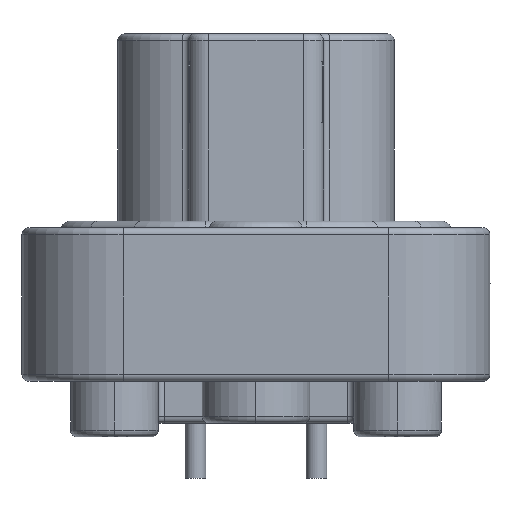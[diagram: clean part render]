
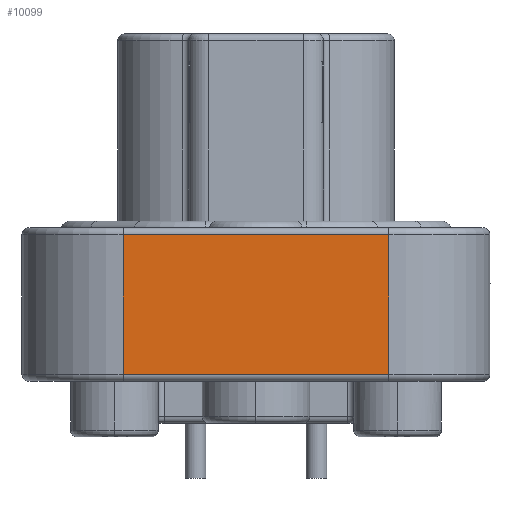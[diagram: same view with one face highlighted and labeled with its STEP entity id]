
A CAD part, left-side view. The second image highlights one B-rep face of the part: STEP entity #10099.
In plain terms, the highlighted planar face has unit normal (-1, 0, 0).
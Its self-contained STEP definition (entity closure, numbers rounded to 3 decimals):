
#2847=DIRECTION('',(0.,1.,0.));
#2848=VECTOR('',#2847,20.015);
#2849=CARTESIAN_POINT('',(-20.892,-10.008,-25.654));
#2850=LINE('',#2849,#2848);
#2851=DIRECTION('',(0.,0.,1.));
#2852=VECTOR('',#2851,10.541);
#2853=CARTESIAN_POINT('',(-20.892,10.008,-25.654));
#2854=LINE('',#2853,#2852);
#2855=DIRECTION('',(0.,-1.,0.));
#2856=VECTOR('',#2855,20.015);
#2857=CARTESIAN_POINT('',(-20.892,10.008,-15.113));
#2858=LINE('',#2857,#2856);
#2864=DIRECTION('',(0.,0.,1.));
#2865=VECTOR('',#2864,10.541);
#2866=CARTESIAN_POINT('',(-20.892,-10.008,-25.654));
#2867=LINE('',#2866,#2865);
#5905=CARTESIAN_POINT('',(-20.892,10.008,-15.113));
#5907=VERTEX_POINT('',#5905);
#5910=CARTESIAN_POINT('',(-20.892,-10.008,-15.113));
#5911=VERTEX_POINT('',#5910);
#6006=CARTESIAN_POINT('',(-20.892,-10.008,-25.654));
#6007=VERTEX_POINT('',#6006);
#6010=CARTESIAN_POINT('',(-20.892,10.008,-25.654));
#6011=VERTEX_POINT('',#6010);
#10087=CARTESIAN_POINT('',(-20.892,-10.008,-14.859));
#10088=DIRECTION('',(-1.,0.,0.));
#10089=DIRECTION('',(0.,1.,0.));
#10090=AXIS2_PLACEMENT_3D('',#10087,#10088,#10089);
#10091=PLANE('',#10090);
#10092=ORIENTED_EDGE('',*,*,#10055,.T.);
#10093=ORIENTED_EDGE('',*,*,#10082,.T.);
#10094=ORIENTED_EDGE('',*,*,#8930,.T.);
#10096=ORIENTED_EDGE('',*,*,#10095,.F.);
#10097=EDGE_LOOP('',(#10092,#10093,#10094,#10096));
#10098=FACE_OUTER_BOUND('',#10097,.F.);
#10099=ADVANCED_FACE('',(#10098),#10091,.T.);
#8930=EDGE_CURVE('',#5907,#5911,#2858,.T.);
#10055=EDGE_CURVE('',#6007,#6011,#2850,.T.);
#10082=EDGE_CURVE('',#6011,#5907,#2854,.T.);
#10095=EDGE_CURVE('',#6007,#5911,#2867,.T.);
